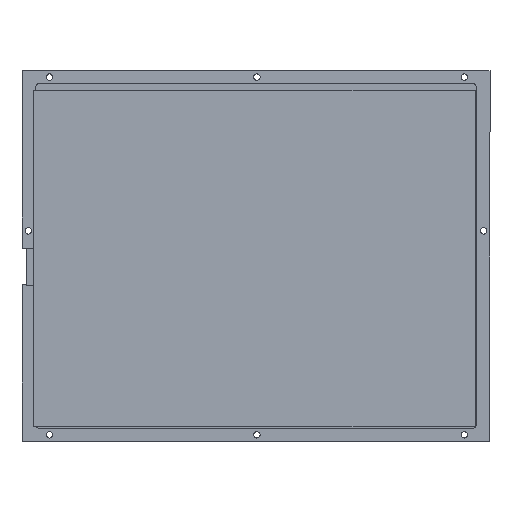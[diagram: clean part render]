
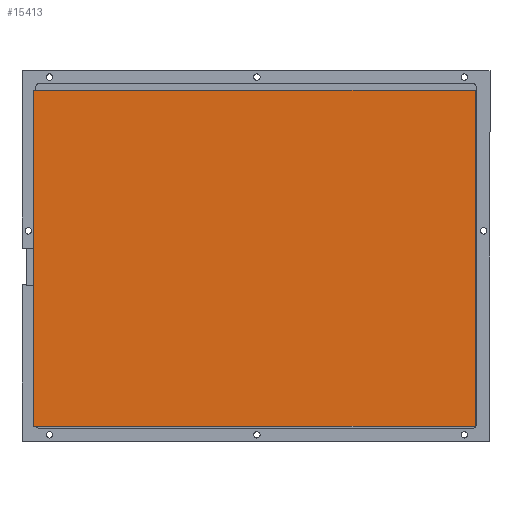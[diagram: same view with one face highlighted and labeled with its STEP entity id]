
A CAD part, top view. The second image highlights one B-rep face of the part: STEP entity #15413.
In plain terms, the highlighted planar face has unit normal (0, 0, 1).
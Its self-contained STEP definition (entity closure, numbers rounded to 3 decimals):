
#3696 = AXIS2_PLACEMENT_3D ( 'NONE', #6021, #6022, #6023 ) ;
#5114 = FACE_OUTER_BOUND ( 'NONE', #15299, .T. ) ;
#5848 = CARTESIAN_POINT ( 'NONE',  ( 132.45, 99.4, 1.4 ) ) ;
#5854 = CARTESIAN_POINT ( 'NONE',  ( 132.45, -99.4, 1.4 ) ) ;
#5855 = CARTESIAN_POINT ( 'NONE',  ( -128.95, -99.4, 1.4 ) ) ;
#6002 = PLANE ( 'NONE',  #3696 ) ;
#6021 = CARTESIAN_POINT ( 'NONE',  ( 0., 0., 1.4 ) ) ;
#6022 = DIRECTION ( 'NONE',  ( 0., 0., 1. ) ) ;
#6023 = DIRECTION ( 'NONE',  ( 1., 0., 0. ) ) ;
#9164 = LINE ( 'NONE', #10836, #9169 ) ;
#9169 = VECTOR ( 'NONE', #10841, 1000. ) ;
#9170 = LINE ( 'NONE', #10842, #9177 ) ;
#9177 = VECTOR ( 'NONE', #10849, 1000. ) ;
#9180 = LINE ( 'NONE', #10854, #9183 ) ;
#9183 = VECTOR ( 'NONE', #10855, 1000. ) ;
#9184 = LINE ( 'NONE', #10858, #9187 ) ;
#9187 = VECTOR ( 'NONE', #10859, 1000. ) ;
#10836 = CARTESIAN_POINT ( 'NONE',  ( 132.45, 99.4, 1.4 ) ) ;
#10841 = DIRECTION ( 'NONE',  ( 0., 1., 0. ) ) ;
#10842 = CARTESIAN_POINT ( 'NONE',  ( -128.95, 99.4, 1.4 ) ) ;
#10849 = DIRECTION ( 'NONE',  ( 0., -1., 0. ) ) ;
#10854 = CARTESIAN_POINT ( 'NONE',  ( -128.95, -99.4, 1.4 ) ) ;
#10855 = DIRECTION ( 'NONE',  ( 1., 0., 0. ) ) ;
#10858 = CARTESIAN_POINT ( 'NONE',  ( -128.95, 99.4, 1.4 ) ) ;
#10859 = DIRECTION ( 'NONE',  ( -1., 0., 0. ) ) ;
#10922 = CARTESIAN_POINT ( 'NONE',  ( -128.95, 99.4, 1.4 ) ) ;
#15144 = VERTEX_POINT ( 'NONE', #5848 ) ;
#15150 = VERTEX_POINT ( 'NONE', #5854 ) ;
#15151 = VERTEX_POINT ( 'NONE', #5855 ) ;
#15299 = EDGE_LOOP ( 'NONE', ( #15992, #15993, #15994, #15995 ) ) ;
#15413 = ADVANCED_FACE ( 'NONE', ( #5114 ), #6002, .T. ) ;
#15810 = EDGE_CURVE ( 'NONE', #15150, #15144, #9164, .T. ) ;
#15814 = EDGE_CURVE ( 'NONE', #15890, #15151, #9170, .T. ) ;
#15817 = EDGE_CURVE ( 'NONE', #15151, #15150, #9180, .T. ) ;
#15819 = EDGE_CURVE ( 'NONE', #15144, #15890, #9184, .T. ) ;
#15890 = VERTEX_POINT ( 'NONE', #10922 ) ;
#15992 = ORIENTED_EDGE ( 'NONE', *, *, #15814, .T. ) ;
#15993 = ORIENTED_EDGE ( 'NONE', *, *, #15817, .T. ) ;
#15994 = ORIENTED_EDGE ( 'NONE', *, *, #15810, .T. ) ;
#15995 = ORIENTED_EDGE ( 'NONE', *, *, #15819, .T. ) ;
